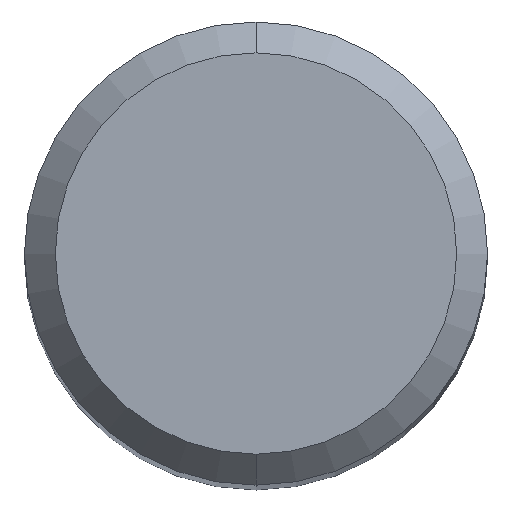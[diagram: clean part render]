
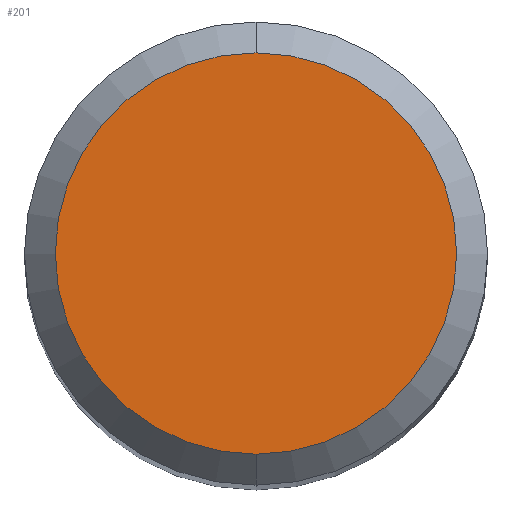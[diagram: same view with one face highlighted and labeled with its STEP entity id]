
A CAD part, top view. The second image highlights one B-rep face of the part: STEP entity #201.
In plain terms, the highlighted planar face has unit normal (0, 0, 1).
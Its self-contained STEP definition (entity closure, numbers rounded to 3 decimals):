
#149=VERTEX_POINT('',#304);
#175=EDGE_CURVE('',#149,#179,#333,.T.);
#179=VERTEX_POINT('',#337);
#201=ADVANCED_FACE('',(#364),#365,.T.);
#221=EDGE_CURVE('',#179,#149,#387,.T.);
#304=CARTESIAN_POINT('',(0.0,2.6,0.0));
#333=CIRCLE('',#520,2.6);
#337=CARTESIAN_POINT('',(0.,-2.6,0.0));
#364=FACE_OUTER_BOUND('',#556,.T.);
#365=PLANE('',#557);
#387=CIRCLE('',#587,2.6);
#520=AXIS2_PLACEMENT_3D('',#693,#694,#695);
#556=EDGE_LOOP('',(#737,#738));
#557=AXIS2_PLACEMENT_3D('',#739,#740,#741);
#587=AXIS2_PLACEMENT_3D('',#768,#769,#770);
#693=CARTESIAN_POINT('',(0.0,0.0,0.0));
#694=DIRECTION('',(0.0,0.0,-1.0));
#695=DIRECTION('',(0.0,1.0,0.0));
#737=ORIENTED_EDGE('',*,*,#175,.F.);
#738=ORIENTED_EDGE('',*,*,#221,.F.);
#739=CARTESIAN_POINT('',(0.0,1.3,0.0));
#740=DIRECTION('',(-0.0,0.0,1.0));
#741=DIRECTION('',(0.0,-1.0,0.0));
#768=CARTESIAN_POINT('',(0.0,0.0,0.0));
#769=DIRECTION('',(0.0,0.0,-1.0));
#770=DIRECTION('',(0.0,1.0,0.0));
